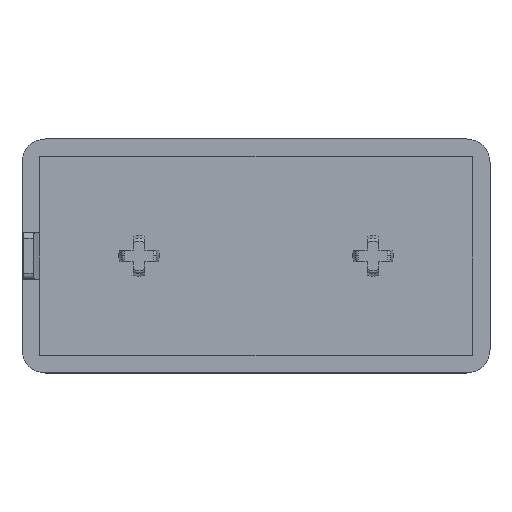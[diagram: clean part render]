
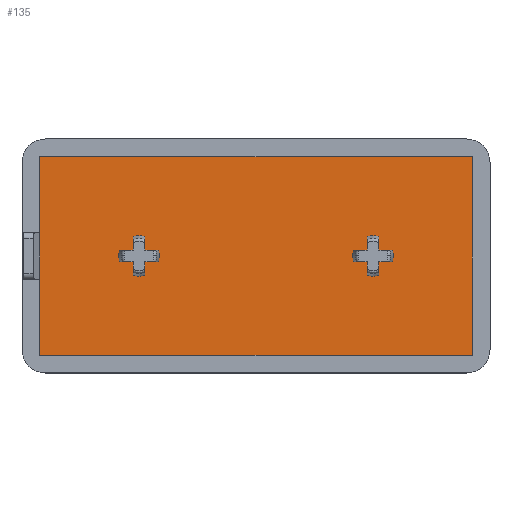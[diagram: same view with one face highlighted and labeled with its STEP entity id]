
A CAD part, top view. The second image highlights one B-rep face of the part: STEP entity #135.
In plain terms, the highlighted planar face has unit normal (0, 0, 1).
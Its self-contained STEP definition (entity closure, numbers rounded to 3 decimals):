
#135=ADVANCED_FACE('NONE',(#335,#336,#337),#338,.T.);
#335=FACE_OUTER_BOUND('',#598,.T.);
#336=FACE_BOUND('',#599,.T.);
#337=FACE_BOUND('',#600,.T.);
#338=PLANE('',#601);
#598=EDGE_LOOP('',(#931,#932,#933,#934));
#599=EDGE_LOOP('',(#935,#936,#937,#938,#939,#940,#941,#942,#943,#944,#945,#946,#947,#948));
#600=EDGE_LOOP('',(#949,#950,#951,#952,#953,#954,#955,#956,#957,#958,#959,#960,#961,#962));
#601=AXIS2_PLACEMENT_3D('',#963,#964,#965);
#931=ORIENTED_EDGE('',*,*,#1663,.T.);
#932=ORIENTED_EDGE('',*,*,#1664,.T.);
#933=ORIENTED_EDGE('',*,*,#1665,.T.);
#934=ORIENTED_EDGE('',*,*,#1666,.T.);
#935=ORIENTED_EDGE('',*,*,#1667,.F.);
#936=ORIENTED_EDGE('',*,*,#1668,.F.);
#937=ORIENTED_EDGE('',*,*,#1669,.F.);
#938=ORIENTED_EDGE('',*,*,#1670,.F.);
#939=ORIENTED_EDGE('',*,*,#1671,.F.);
#940=ORIENTED_EDGE('',*,*,#1672,.F.);
#941=ORIENTED_EDGE('',*,*,#1615,.F.);
#942=ORIENTED_EDGE('',*,*,#1673,.F.);
#943=ORIENTED_EDGE('',*,*,#1674,.F.);
#944=ORIENTED_EDGE('',*,*,#1675,.F.);
#945=ORIENTED_EDGE('',*,*,#1676,.F.);
#946=ORIENTED_EDGE('',*,*,#1677,.F.);
#947=ORIENTED_EDGE('',*,*,#1678,.F.);
#948=ORIENTED_EDGE('',*,*,#1643,.F.);
#949=ORIENTED_EDGE('',*,*,#1679,.F.);
#950=ORIENTED_EDGE('',*,*,#1680,.F.);
#951=ORIENTED_EDGE('',*,*,#1681,.F.);
#952=ORIENTED_EDGE('',*,*,#1682,.F.);
#953=ORIENTED_EDGE('',*,*,#1683,.F.);
#954=ORIENTED_EDGE('',*,*,#1684,.F.);
#955=ORIENTED_EDGE('',*,*,#1611,.F.);
#956=ORIENTED_EDGE('',*,*,#1685,.F.);
#957=ORIENTED_EDGE('',*,*,#1686,.F.);
#958=ORIENTED_EDGE('',*,*,#1687,.F.);
#959=ORIENTED_EDGE('',*,*,#1688,.F.);
#960=ORIENTED_EDGE('',*,*,#1689,.F.);
#961=ORIENTED_EDGE('',*,*,#1690,.F.);
#962=ORIENTED_EDGE('',*,*,#1639,.F.);
#963=CARTESIAN_POINT('',(-17.0,17.0,3.0));
#964=DIRECTION('',(-0.0,0.0,1.0));
#965=DIRECTION('',(1.0,0.0,0.0));
#1611=EDGE_CURVE('NONE',#1930,#1932,#1933,.T.);
#1615=EDGE_CURVE('NONE',#1936,#1938,#1939,.T.);
#1639=EDGE_CURVE('NONE',#1974,#1976,#1977,.T.);
#1643=EDGE_CURVE('NONE',#1980,#1982,#1983,.T.);
#1663=EDGE_CURVE('NONE',#2019,#2020,#2021,.T.);
#1664=EDGE_CURVE('NONE',#2020,#2022,#2023,.T.);
#1665=EDGE_CURVE('NONE',#2022,#2024,#2025,.T.);
#1666=EDGE_CURVE('NONE',#2024,#2019,#2026,.T.);
#1667=EDGE_CURVE('NONE',#2027,#1980,#2028,.T.);
#1668=EDGE_CURVE('NONE',#2029,#2027,#2030,.T.);
#1669=EDGE_CURVE('NONE',#2031,#2029,#2032,.T.);
#1670=EDGE_CURVE('NONE',#2033,#2031,#2034,.T.);
#1671=EDGE_CURVE('NONE',#2035,#2033,#2036,.T.);
#1672=EDGE_CURVE('NONE',#1938,#2035,#2037,.T.);
#1673=EDGE_CURVE('NONE',#2038,#1936,#2039,.T.);
#1674=EDGE_CURVE('NONE',#2040,#2038,#2041,.T.);
#1675=EDGE_CURVE('NONE',#2042,#2040,#2043,.T.);
#1676=EDGE_CURVE('NONE',#2044,#2042,#2045,.T.);
#1677=EDGE_CURVE('NONE',#2046,#2044,#2047,.T.);
#1678=EDGE_CURVE('NONE',#1982,#2046,#2048,.T.);
#1679=EDGE_CURVE('NONE',#2049,#1974,#2050,.T.);
#1680=EDGE_CURVE('NONE',#2051,#2049,#2052,.T.);
#1681=EDGE_CURVE('NONE',#2053,#2051,#2054,.T.);
#1682=EDGE_CURVE('NONE',#2055,#2053,#2056,.T.);
#1683=EDGE_CURVE('NONE',#2057,#2055,#2058,.T.);
#1684=EDGE_CURVE('NONE',#1932,#2057,#2059,.T.);
#1685=EDGE_CURVE('NONE',#2060,#1930,#2061,.T.);
#1686=EDGE_CURVE('NONE',#2062,#2060,#2063,.T.);
#1687=EDGE_CURVE('NONE',#2064,#2062,#2065,.T.);
#1688=EDGE_CURVE('NONE',#2066,#2064,#2067,.T.);
#1689=EDGE_CURVE('NONE',#2068,#2066,#2069,.T.);
#1690=EDGE_CURVE('NONE',#1976,#2068,#2070,.T.);
#1930=VERTEX_POINT('',#2392);
#1932=VERTEX_POINT('NONE',#2395);
#1933=CIRCLE('',#2396,3.45);
#1936=VERTEX_POINT('',#2400);
#1938=VERTEX_POINT('NONE',#2403);
#1939=CIRCLE('',#2404,3.45);
#1974=VERTEX_POINT('NONE',#2458);
#1976=VERTEX_POINT('NONE',#2461);
#1977=CIRCLE('',#2462,3.45);
#1980=VERTEX_POINT('NONE',#2466);
#1982=VERTEX_POINT('NONE',#2469);
#1983=CIRCLE('',#2470,3.45);
#2019=VERTEX_POINT('NONE',#2519);
#2020=VERTEX_POINT('NONE',#2520);
#2021=LINE('',#2521,#2522);
#2022=VERTEX_POINT('NONE',#2523);
#2023=LINE('',#2524,#2525);
#2024=VERTEX_POINT('NONE',#2526);
#2025=LINE('',#2527,#2528);
#2026=LINE('',#2529,#2530);
#2027=VERTEX_POINT('NONE',#2531);
#2028=CIRCLE('',#2532,3.45);
#2029=VERTEX_POINT('NONE',#2533);
#2030=LINE('',#2534,#2535);
#2031=VERTEX_POINT('NONE',#2536);
#2032=LINE('',#2537,#2538);
#2033=VERTEX_POINT('NONE',#2539);
#2034=CIRCLE('',#2540,3.45);
#2035=VERTEX_POINT('NONE',#2541);
#2036=LINE('',#2542,#2543);
#2037=LINE('',#2544,#2545);
#2038=VERTEX_POINT('NONE',#2546);
#2039=CIRCLE('',#2547,3.45);
#2040=VERTEX_POINT('NONE',#2548);
#2041=LINE('',#2549,#2550);
#2042=VERTEX_POINT('NONE',#2551);
#2043=LINE('',#2552,#2553);
#2044=VERTEX_POINT('NONE',#2554);
#2045=CIRCLE('',#2555,3.45);
#2046=VERTEX_POINT('NONE',#2556);
#2047=LINE('',#2557,#2558);
#2048=LINE('',#2559,#2560);
#2049=VERTEX_POINT('NONE',#2561);
#2050=CIRCLE('',#2562,3.45);
#2051=VERTEX_POINT('NONE',#2563);
#2052=LINE('',#2564,#2565);
#2053=VERTEX_POINT('NONE',#2566);
#2054=LINE('',#2567,#2568);
#2055=VERTEX_POINT('NONE',#2569);
#2056=CIRCLE('',#2570,3.45);
#2057=VERTEX_POINT('NONE',#2571);
#2058=LINE('',#2572,#2573);
#2059=LINE('',#2574,#2575);
#2060=VERTEX_POINT('NONE',#2576);
#2061=CIRCLE('',#2577,3.45);
#2062=VERTEX_POINT('NONE',#2578);
#2063=LINE('',#2579,#2580);
#2064=VERTEX_POINT('NONE',#2581);
#2065=LINE('',#2582,#2583);
#2066=VERTEX_POINT('NONE',#2584);
#2067=CIRCLE('',#2585,3.45);
#2068=VERTEX_POINT('NONE',#2586);
#2069=LINE('',#2587,#2588);
#2070=LINE('',#2589,#2590);
#2392=CARTESIAN_POINT('',(43.45,0.,3.0));
#2395=CARTESIAN_POINT('',(43.302,1.0,3.0));
#2396=AXIS2_PLACEMENT_3D('',#3073,#3074,#3075);
#2400=CARTESIAN_POINT('',(3.45,0.,3.0));
#2403=CARTESIAN_POINT('',(3.302,1.0,3.0));
#2404=AXIS2_PLACEMENT_3D('',#3078,#3079,#3080);
#2458=CARTESIAN_POINT('',(36.55,0.0,3.0));
#2461=CARTESIAN_POINT('',(36.698,-0.999,3.0));
#2462=AXIS2_PLACEMENT_3D('',#3115,#3116,#3117);
#2466=CARTESIAN_POINT('',(-3.45,0.0,3.0));
#2469=CARTESIAN_POINT('',(-3.302,-0.999,3.0));
#2470=AXIS2_PLACEMENT_3D('',#3120,#3121,#3122);
#2519=CARTESIAN_POINT('',(-17.0,17.0,3.0));
#2520=CARTESIAN_POINT('',(-17.0,-17.0,3.0));
#2521=CARTESIAN_POINT('',(-17.0,17.0,3.0));
#2522=VECTOR('',#3148,1000.0);
#2523=CARTESIAN_POINT('',(57.0,-17.0,3.0));
#2524=CARTESIAN_POINT('',(-17.0,-17.0,3.0));
#2525=VECTOR('',#3149,1000.0);
#2526=CARTESIAN_POINT('',(57.0,17.0,3.0));
#2527=CARTESIAN_POINT('',(57.0,17.0,3.0));
#2528=VECTOR('',#3150,1000.0);
#2529=CARTESIAN_POINT('',(-17.0,17.0,3.0));
#2530=VECTOR('',#3151,1000.0);
#2531=CARTESIAN_POINT('',(-3.302,1.,3.0));
#2532=AXIS2_PLACEMENT_3D('',#3152,#3153,#3154);
#2533=CARTESIAN_POINT('',(-1.,1.0,3.0));
#2534=CARTESIAN_POINT('',(-3.302,1.0,3.0));
#2535=VECTOR('',#3155,1000.0);
#2536=CARTESIAN_POINT('',(-1.,3.302,3.0));
#2537=CARTESIAN_POINT('',(-1.,3.302,3.0));
#2538=VECTOR('',#3156,1000.0);
#2539=CARTESIAN_POINT('',(1.0,3.302,3.0));
#2540=AXIS2_PLACEMENT_3D('',#3157,#3158,#3159);
#2541=CARTESIAN_POINT('',(1.0,1.0,3.0));
#2542=CARTESIAN_POINT('',(1.0,3.302,3.0));
#2543=VECTOR('',#3160,1000.0);
#2544=CARTESIAN_POINT('',(1.0,1.0,3.0));
#2545=VECTOR('',#3161,1000.0);
#2546=CARTESIAN_POINT('',(3.302,-0.999,3.0));
#2547=AXIS2_PLACEMENT_3D('',#3162,#3163,#3164);
#2548=CARTESIAN_POINT('',(1.0,-0.999,3.0));
#2549=CARTESIAN_POINT('',(1.0,-0.999,3.0));
#2550=VECTOR('',#3165,1000.0);
#2551=CARTESIAN_POINT('',(1.0,-3.302,3.0));
#2552=CARTESIAN_POINT('',(1.0,-0.999,3.0));
#2553=VECTOR('',#3166,1000.0);
#2554=CARTESIAN_POINT('',(-1.,-3.302,3.0));
#2555=AXIS2_PLACEMENT_3D('',#3167,#3168,#3169);
#2556=CARTESIAN_POINT('',(-1.,-0.999,3.0));
#2557=CARTESIAN_POINT('',(-1.,-0.999,3.0));
#2558=VECTOR('',#3170,1000.0);
#2559=CARTESIAN_POINT('',(-3.302,-0.999,3.0));
#2560=VECTOR('',#3171,1000.0);
#2561=CARTESIAN_POINT('',(36.698,1.,3.0));
#2562=AXIS2_PLACEMENT_3D('',#3172,#3173,#3174);
#2563=CARTESIAN_POINT('',(39.0,1.0,3.0));
#2564=CARTESIAN_POINT('',(36.698,1.0,3.0));
#2565=VECTOR('',#3175,1000.0);
#2566=CARTESIAN_POINT('',(39.0,3.302,3.0));
#2567=CARTESIAN_POINT('',(39.0,3.302,3.0));
#2568=VECTOR('',#3176,1000.0);
#2569=CARTESIAN_POINT('',(41.0,3.302,3.0));
#2570=AXIS2_PLACEMENT_3D('',#3177,#3178,#3179);
#2571=CARTESIAN_POINT('',(41.0,1.0,3.0));
#2572=CARTESIAN_POINT('',(41.0,3.302,3.0));
#2573=VECTOR('',#3180,1000.0);
#2574=CARTESIAN_POINT('',(41.0,1.0,3.0));
#2575=VECTOR('',#3181,1000.0);
#2576=CARTESIAN_POINT('',(43.302,-0.999,3.0));
#2577=AXIS2_PLACEMENT_3D('',#3182,#3183,#3184);
#2578=CARTESIAN_POINT('',(41.0,-0.999,3.0));
#2579=CARTESIAN_POINT('',(41.0,-0.999,3.0));
#2580=VECTOR('',#3185,1000.0);
#2581=CARTESIAN_POINT('',(41.0,-3.302,3.0));
#2582=CARTESIAN_POINT('',(41.0,-0.999,3.0));
#2583=VECTOR('',#3186,1000.0);
#2584=CARTESIAN_POINT('',(39.0,-3.302,3.0));
#2585=AXIS2_PLACEMENT_3D('',#3187,#3188,#3189);
#2586=CARTESIAN_POINT('',(39.0,-0.999,3.0));
#2587=CARTESIAN_POINT('',(39.0,-0.999,3.0));
#2588=VECTOR('',#3190,1000.0);
#2589=CARTESIAN_POINT('',(36.698,-0.999,3.0));
#2590=VECTOR('',#3191,1000.0);
#3073=CARTESIAN_POINT('',(40.0,0.0,3.0));
#3074=DIRECTION('',(0.0,0.0,1.0));
#3075=DIRECTION('',(1.0,0.0,0.0));
#3078=CARTESIAN_POINT('',(0.0,0.0,3.0));
#3079=DIRECTION('',(0.0,0.0,1.0));
#3080=DIRECTION('',(1.0,0.0,0.0));
#3115=CARTESIAN_POINT('',(40.0,0.0,3.0));
#3116=DIRECTION('',(0.0,0.0,1.0));
#3117=DIRECTION('',(1.0,0.0,0.0));
#3120=CARTESIAN_POINT('',(0.0,0.0,3.0));
#3121=DIRECTION('',(0.0,0.0,1.0));
#3122=DIRECTION('',(1.0,0.0,0.0));
#3148=DIRECTION('',(0.,-1.0,0.0));
#3149=DIRECTION('',(1.0,0.,0.0));
#3150=DIRECTION('',(0.,1.0,-0.0));
#3151=DIRECTION('',(-1.0,-0.0,-0.0));
#3152=CARTESIAN_POINT('',(0.0,0.0,3.0));
#3153=DIRECTION('',(0.0,0.0,1.0));
#3154=DIRECTION('',(1.0,0.0,0.0));
#3155=DIRECTION('',(-1.0,0.,-0.0));
#3156=DIRECTION('',(0.,-1.0,0.0));
#3157=CARTESIAN_POINT('',(0.0,0.0,3.0));
#3158=DIRECTION('',(0.0,0.0,1.0));
#3159=DIRECTION('',(1.0,0.0,0.0));
#3160=DIRECTION('',(0.,1.0,-0.0));
#3161=DIRECTION('',(-1.0,-0.0,-0.0));
#3162=CARTESIAN_POINT('',(0.0,0.0,3.0));
#3163=DIRECTION('',(0.0,0.0,1.0));
#3164=DIRECTION('',(1.0,0.0,0.0));
#3165=DIRECTION('',(1.0,0.,0.0));
#3166=DIRECTION('',(0.,1.0,-0.0));
#3167=CARTESIAN_POINT('',(0.0,0.0,3.0));
#3168=DIRECTION('',(0.0,0.0,1.0));
#3169=DIRECTION('',(1.0,0.0,0.0));
#3170=DIRECTION('',(0.,-1.0,0.0));
#3171=DIRECTION('',(1.0,0.,0.0));
#3172=CARTESIAN_POINT('',(40.0,0.0,3.0));
#3173=DIRECTION('',(0.0,0.0,1.0));
#3174=DIRECTION('',(1.0,0.0,0.0));
#3175=DIRECTION('',(-1.0,0.,-0.0));
#3176=DIRECTION('',(0.0,-1.0,0.0));
#3177=CARTESIAN_POINT('',(40.0,0.0,3.0));
#3178=DIRECTION('',(0.0,0.0,1.0));
#3179=DIRECTION('',(1.0,0.0,0.0));
#3180=DIRECTION('',(-0.0,1.0,-0.0));
#3181=DIRECTION('',(-1.0,-0.0,-0.0));
#3182=CARTESIAN_POINT('',(40.0,0.0,3.0));
#3183=DIRECTION('',(0.0,0.0,1.0));
#3184=DIRECTION('',(1.0,0.0,0.0));
#3185=DIRECTION('',(1.0,0.,0.0));
#3186=DIRECTION('',(-0.0,1.0,-0.0));
#3187=CARTESIAN_POINT('',(40.0,0.0,3.0));
#3188=DIRECTION('',(0.0,0.0,1.0));
#3189=DIRECTION('',(1.0,0.0,0.0));
#3190=DIRECTION('',(0.0,-1.0,0.0));
#3191=DIRECTION('',(1.0,0.,0.0));
